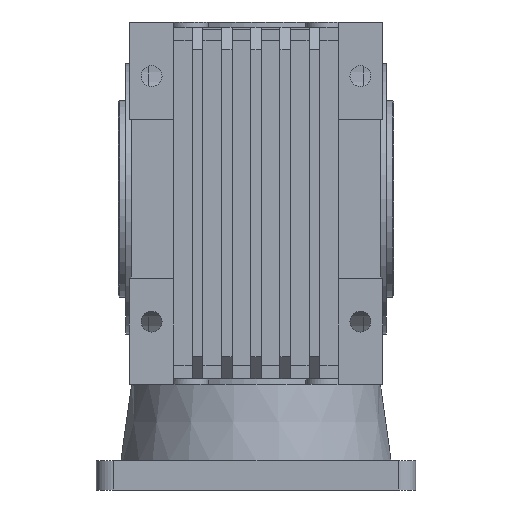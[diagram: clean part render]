
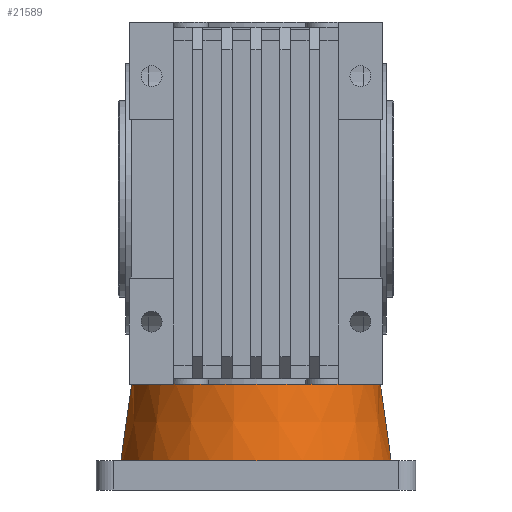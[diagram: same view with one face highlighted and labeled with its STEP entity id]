
A CAD part, front view. The second image highlights one B-rep face of the part: STEP entity #21589.
In plain terms, the highlighted conical face has half-angle 8 degrees and reference radius 55 mm.
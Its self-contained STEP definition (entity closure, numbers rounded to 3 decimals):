
#626 = ORIENTED_EDGE ( 'NONE', *, *, #18223, .F. ) ;
#666 = LINE ( 'NONE', #11601, #15555 ) ;
#792 = LINE ( 'NONE', #10945, #17561 ) ;
#2406 = AXIS2_PLACEMENT_3D ( 'NONE', #5489, #10681, #14193 ) ;
#5489 = CARTESIAN_POINT ( 'NONE',  ( 0., 63., -75.5 ) ) ;
#5944 = CIRCLE ( 'NONE', #2406, 50.643 ) ;
#8405 = ORIENTED_EDGE ( 'NONE', *, *, #8441, .T. ) ;
#8441 = EDGE_CURVE ( 'NONE', #11457, #16563, #666, .T. ) ;
#9214 = CIRCLE ( 'NONE', #18315, 55. ) ;
#9445 = EDGE_LOOP ( 'NONE', ( #626, #13956, #8405, #18413 ) ) ;
#9580 = CARTESIAN_POINT ( 'NONE',  ( -50.643, 63., -75.5 ) ) ;
#9670 = DIRECTION ( 'NONE',  ( 1., 0., 0. ) ) ;
#9914 = DIRECTION ( 'NONE',  ( -0.139, 0., -0.99 ) ) ;
#10499 = VERTEX_POINT ( 'NONE', #12988 ) ;
#10681 = DIRECTION ( 'NONE',  ( 0., 0., 1. ) ) ;
#10890 = EDGE_CURVE ( 'NONE', #16563, #10499, #9214, .T. ) ;
#10934 = VERTEX_POINT ( 'NONE', #14697 ) ;
#10945 = CARTESIAN_POINT ( 'NONE',  ( 55., 63., -106.5 ) ) ;
#11457 = VERTEX_POINT ( 'NONE', #9580 ) ;
#11499 = AXIS2_PLACEMENT_3D ( 'NONE', #20512, #15382, #18656 ) ;
#11601 = CARTESIAN_POINT ( 'NONE',  ( -55., 63., -106.5 ) ) ;
#12506 = EDGE_CURVE ( 'NONE', #11457, #10934, #5944, .T. ) ;
#12988 = CARTESIAN_POINT ( 'NONE',  ( 55., 63., -106.5 ) ) ;
#13418 = FACE_OUTER_BOUND ( 'NONE', #9445, .T. ) ;
#13956 = ORIENTED_EDGE ( 'NONE', *, *, #12506, .F. ) ;
#14193 = DIRECTION ( 'NONE',  ( 1., 0., 0. ) ) ;
#14697 = CARTESIAN_POINT ( 'NONE',  ( 50.643, 63., -75.5 ) ) ;
#14913 = CARTESIAN_POINT ( 'NONE',  ( -55., 63., -106.5 ) ) ;
#15382 = DIRECTION ( 'NONE',  ( 0., 0., -1. ) ) ;
#15555 = VECTOR ( 'NONE', #9914, 1000. ) ;
#16468 = DIRECTION ( 'NONE',  ( 0., 0., 1. ) ) ;
#16563 = VERTEX_POINT ( 'NONE', #14913 ) ;
#17561 = VECTOR ( 'NONE', #21332, 1000. ) ;
#18223 = EDGE_CURVE ( 'NONE', #10934, #10499, #792, .T. ) ;
#18315 = AXIS2_PLACEMENT_3D ( 'NONE', #19898, #16468, #9670 ) ;
#18413 = ORIENTED_EDGE ( 'NONE', *, *, #10890, .T. ) ;
#18656 = DIRECTION ( 'NONE',  ( -1., 0., 0. ) ) ;
#18780 = CONICAL_SURFACE ( 'NONE', #11499, 55., 0.14 ) ;
#19898 = CARTESIAN_POINT ( 'NONE',  ( 0., 63., -106.5 ) ) ;
#20512 = CARTESIAN_POINT ( 'NONE',  ( 0., 63., -106.5 ) ) ;
#21332 = DIRECTION ( 'NONE',  ( 0.139, 0., -0.99 ) ) ;
#21589 = ADVANCED_FACE ( 'NONE', ( #13418 ), #18780, .T. ) ;
